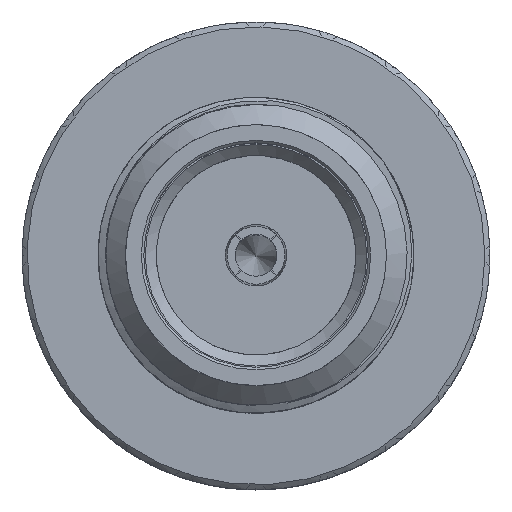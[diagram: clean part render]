
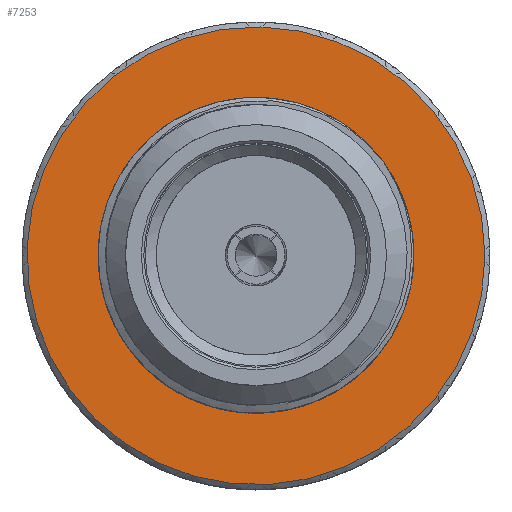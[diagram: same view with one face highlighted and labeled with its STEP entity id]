
A CAD part, top view. The second image highlights one B-rep face of the part: STEP entity #7253.
In plain terms, the highlighted planar face has unit normal (0, 0, 1).
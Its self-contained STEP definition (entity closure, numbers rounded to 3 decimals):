
#7253 = ADVANCED_FACE( '', ( #17991, #17992 ), #17993, .T. );
#17991 = FACE_OUTER_BOUND( '', #67643, .T. );
#17992 = FACE_BOUND( '', #67644, .T. );
#17993 = PLANE( '', #67645 );
#67643 = EDGE_LOOP( '', ( #180705 ) );
#67644 = EDGE_LOOP( '', ( #180706 ) );
#67645 = AXIS2_PLACEMENT_3D( '', #180707, #180708, #180709 );
#180705 = ORIENTED_EDGE( '', *, *, #208164, .T. );
#180706 = ORIENTED_EDGE( '', *, *, #205962, .T. );
#180707 = CARTESIAN_POINT( '', ( -1.625, 0., 3.9 ) );
#180708 = DIRECTION( '', ( 0., 0., 1. ) );
#180709 = DIRECTION( '', ( 1., 0., 0. ) );
#205962 = EDGE_CURVE( '', #223098, #223098, #223099, .F. );
#208164 = EDGE_CURVE( '', #226379, #226379, #226380, .T. );
#223098 = VERTEX_POINT( '', #266136 );
#223099 = CIRCLE( '', #266137, 2.65 );
#226379 = VERTEX_POINT( '', #281899 );
#226380 = CIRCLE( '', #281900, 4.65 );
#266136 = CARTESIAN_POINT( '', ( 2.65, 0., 3.9 ) );
#266137 = AXIS2_PLACEMENT_3D( '', #334100, #334101, #334102 );
#281899 = CARTESIAN_POINT( '', ( 4.65, 0., 3.9 ) );
#281900 = AXIS2_PLACEMENT_3D( '', #334736, #334737, #334738 );
#334100 = CARTESIAN_POINT( '', ( 0., 0., 3.9 ) );
#334101 = DIRECTION( '', ( 0., 0., 1. ) );
#334102 = DIRECTION( '', ( 1., 0., 0. ) );
#334736 = CARTESIAN_POINT( '', ( 0., 0., 3.9 ) );
#334737 = DIRECTION( '', ( 0., 0., 1. ) );
#334738 = DIRECTION( '', ( 1., 0., 0. ) );
